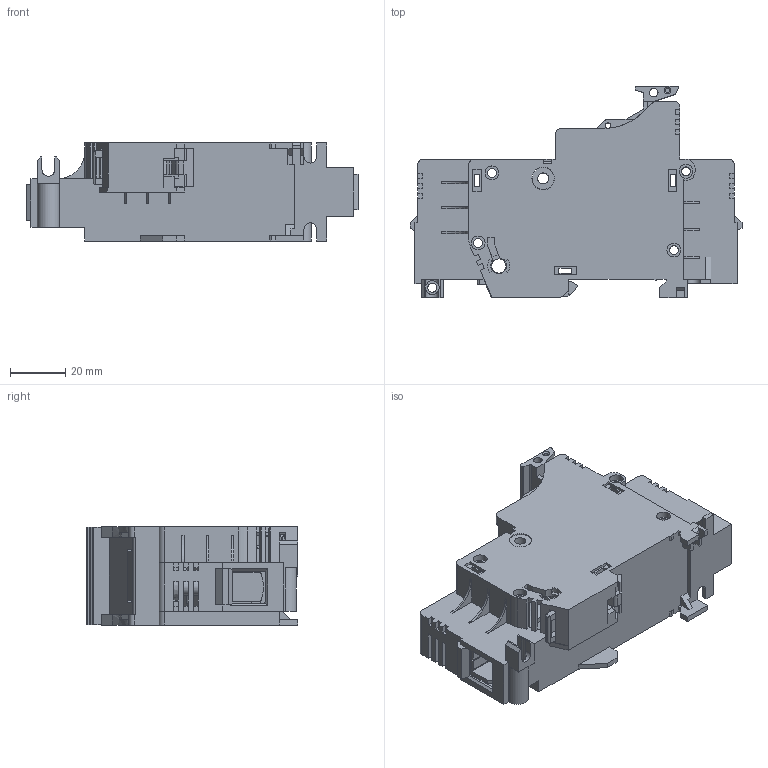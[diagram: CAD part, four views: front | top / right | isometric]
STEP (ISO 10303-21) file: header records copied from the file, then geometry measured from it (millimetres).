
FILE_DESCRIPTION(/* description */ (''),/* implementation_level */ '2;1');
FILE_NAME(/* name */ 'EFD22.stp',/* time_stamp */ '2017-05-25T15:09:08-04:00',/* author */ ('CAD Station'),/* organization */ ('Audax d.o.o.'),/* preprocessor_version */ 'ST-DEVELOPER v16.1',/* originating_system */ 'Autodesk Inventor 2016',/* authorisation */ '');
FILE_SCHEMA (('AUTOMOTIVE_DESIGN { 1 0 10303 214 3 1 1 }'));
Length unit declared in the file: millimetre
Products named in the file (1): vlc22
Bounding box: 120.4 x 76.8 x 35.6 mm (x, y, z)
Volume: 70679.1 mm3; surface area: 80131.6 mm2
Topology: 1 solids, 1 shells, 1475 faces, 4409 edges, 2878 vertices
Faces by surface type: plane 1133, cylinder 266, bspline 36, cone 20, torus 16, sphere 4
Full cylindrical faces by diameter (mm): 1.5 x2, 1.8 x10, 2 x2, 3.1 x1, 3.2 x9, 4 x1, 4.5 x2, 4.6 x4, 5 x13, 5.1 x2, 5.25 x4, 6 x2, 8 x1, 8.2 x2, 23.2 x1
Entity records: 51721 total; most frequent: CARTESIAN_POINT 10944, ORIENTED_EDGE 8614, DIRECTION 7813, EDGE_CURVE 4307, LINE 3421, VECTOR 3421, VERTEX_POINT 2852, AXIS2_PLACEMENT_3D 2196
